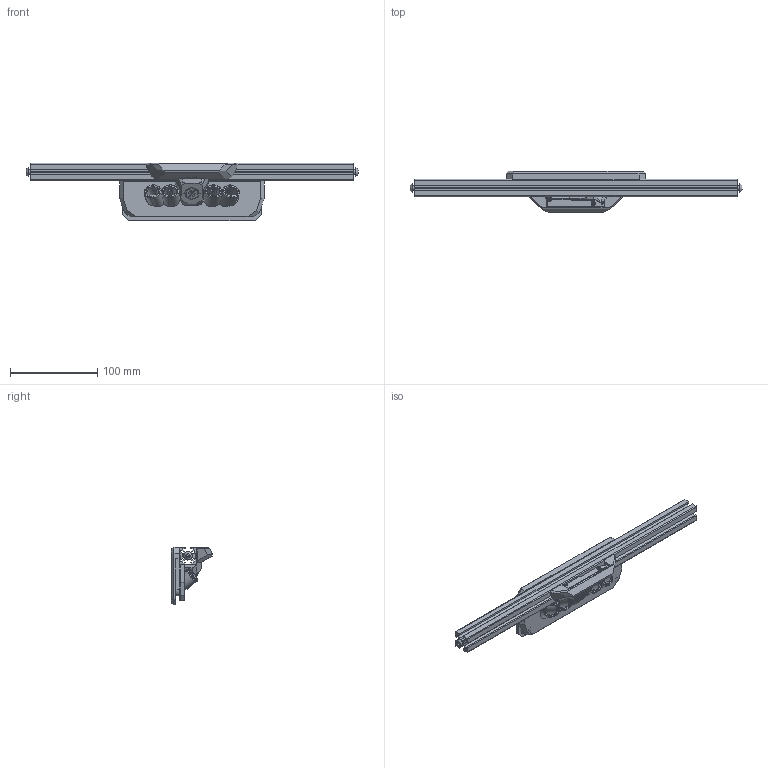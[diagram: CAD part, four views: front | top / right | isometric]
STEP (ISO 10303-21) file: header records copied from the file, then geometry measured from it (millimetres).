
FILE_DESCRIPTION(/* description */ (''),/* implementation_level */ '2;1');
FILE_NAME(/* name */ 'Camera_addon.step',/* time_stamp */ '2025-04-16T11:00:25+10:00',/* author */ (''),/* organization */ (''),/* preprocessor_version */ 'ST-DEVELOPER v20.1',/* originating_system */ 'Autodesk Translation Framework v14.4.0.0',/* authorisation */ '');
FILE_SCHEMA (('AUTOMOTIVE_DESIGN { 1 0 10303 214 3 1 1 }','MODEL_BASED_INTEGRATED_MANUFACTURING_SCHEMA'));
Products named in the file (66): (Unsaved); Voron; Frame; Top Extrusions; HFSB5-2020-370-TPW (4); M5x16 BHCS (5); M5x16 BHCS (31); 2020 Drop-in T-nut, M5 (7); 2020 Drop-in T-nut, M5 (8); UMB; Face Plate; Face Plate_part; Outer; Outer_part; Hexes; Hexes_part; Hardware (1); M3x8 SHCS (117) (2) (1); M5x10 BHCS  (1); M3x8 SHCS (117) (2) (2); M3x8 SHCS (117) (2) (3); M3x8 SHCS (117) (2) (4); M5x10 BHCS  (2); Camera_Addon; Camera Mount; Upper Cover; Lower Cover; OPA; SC_Logo_LED 1; sk6805-1515_19; sk6805-1515_1_1; sk6805-1515_2_1; sk6805-1515_3_1; sk6805-1515_4_1; sk6805-1515_5_1; sk6805-1515_6_1; sk6805-1515_7_1; sk6805-1515_8_1; sk6805-1515_9_1; sk6805-1515_10_1 ...
Assembly tree (87 placements, depth 6):
  (Unsaved)
    Voron
      Frame
        Top Extrusions
          HFSB5-2020-370-TPW (4)
            M5x16 BHCS (5)
            M5x16 BHCS (31)
            2020 Drop-in T-nut, M5 (7)
            2020 Drop-in T-nut, M5 (8)
    UMB
      Face Plate
        Face Plate_part
      Outer
        Outer_part
      Hexes
        Hexes_part
      Hardware (1)
        M3x8 SHCS (117) (2) (1)
        M5x10 BHCS  (1)
        M3x8 SHCS (117) (2) (2)
        M3x8 SHCS (117) (2) (3)
        M3x8 SHCS (117) (2) (4)
        M5x10 BHCS  (2)
    Camera_Addon
      Camera Mount
      Upper Cover
      Lower Cover
      OPA
      SC_Logo_LED 1
        sk6805-1515_19
          Document_1
        sk6805-1515_1_1
          Document_1
        sk6805-1515_2_1
          Document_1
        sk6805-1515_3_1
          Document_1
        sk6805-1515_4_1
          Document_1
        sk6805-1515_5_1
          Document_1
        sk6805-1515_6_1
          Document_1
        sk6805-1515_7_1
          Document_1
        sk6805-1515_8_1
          Document_1
        sk6805-1515_9_1
          Document_1
        sk6805-1515_10_1
          Document_1
        sk6805-1515_11_1
          Document_1
        R_0402_1005Metric_2
          R_0402_1005Metric_1_1
        sk6805-1515_12_1
          Document_1
        sk6805-1515_13_1
          Document_1
        C_0402_1005Metric_4
Bounding box: 379.5 x 47.16 x 66 mm (x, y, z)
Volume: 194456.5 mm3; surface area: 134064.7 mm2
Topology: 79 solids, 80 shells, 2156 faces, 5329 edges, 3408 vertices
Faces by surface type: plane 1709, cylinder 203, bspline 116, cone 108, torus 14, sphere 6
Full cylindrical faces by diameter (mm): 1.8 x2, 2 x2, 2.1 x2, 2.12 x3, 3 x6, 3.086 x2, 3.4 x6, 3.5 x2, 4 x1, 4.2 x3, 4.234 x2, 4.7 x4, 5 x4, 5.12 x2, 5.2 x2, 5.5 x6, 6.2 x6, 9.5 x4, 10 x2
Entity records: 59632 total; most frequent: CARTESIAN_POINT 13743, ORIENTED_EDGE 9162, DIRECTION 8943, EDGE_CURVE 4581, LINE 3645, VECTOR 3645, VERTEX_POINT 2912, AXIS2_PLACEMENT_3D 2649
